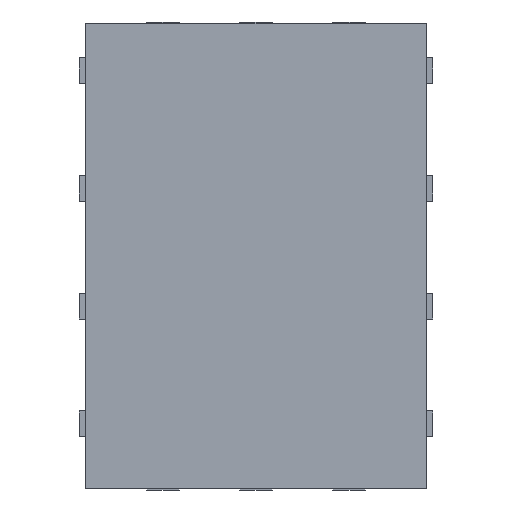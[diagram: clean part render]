
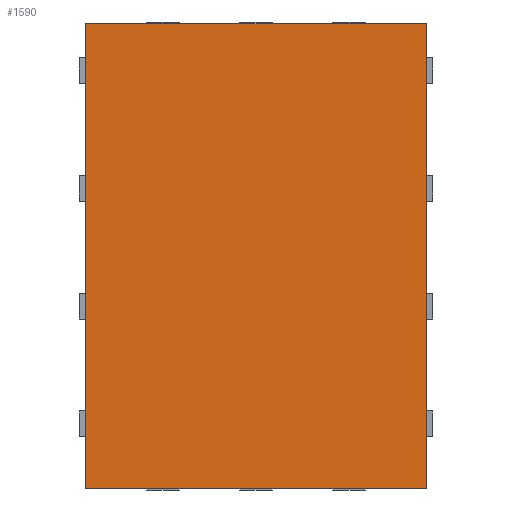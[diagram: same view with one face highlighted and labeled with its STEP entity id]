
A CAD part, front view. The second image highlights one B-rep face of the part: STEP entity #1590.
In plain terms, the highlighted planar face has unit normal (0, -1, 0).
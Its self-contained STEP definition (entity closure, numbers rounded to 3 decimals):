
#231 = CARTESIAN_POINT ( 'NONE',  ( -0.55, 0., -0.75 ) ) ;
#257 = VERTEX_POINT ( 'NONE', #3858 ) ;
#275 = CARTESIAN_POINT ( 'NONE',  ( 0., 0., 0. ) ) ;
#386 = VECTOR ( 'NONE', #4191, 1000. ) ;
#406 = CARTESIAN_POINT ( 'NONE',  ( 0.55, 0., 0.75 ) ) ;
#766 = EDGE_LOOP ( 'NONE', ( #2459, #1202, #1767, #4825 ) ) ;
#814 = CARTESIAN_POINT ( 'NONE',  ( -0.55, 0., 0.75 ) ) ;
#1011 = VECTOR ( 'NONE', #1022, 1000. ) ;
#1022 = DIRECTION ( 'NONE',  ( 0., 0., -1. ) ) ;
#1129 = VECTOR ( 'NONE', #4831, 1000. ) ;
#1154 = VECTOR ( 'NONE', #4343, 1000. ) ;
#1161 = EDGE_CURVE ( 'NONE', #2096, #2569, #3152, .T. ) ;
#1202 = ORIENTED_EDGE ( 'NONE', *, *, #3685, .F. ) ;
#1257 = CARTESIAN_POINT ( 'NONE',  ( -0.55, 0., -0.75 ) ) ;
#1456 = EDGE_CURVE ( 'NONE', #1832, #257, #3902, .T. ) ;
#1590 = ADVANCED_FACE ( 'NONE', ( #4827 ), #4480, .F. ) ;
#1767 = ORIENTED_EDGE ( 'NONE', *, *, #1456, .F. ) ;
#1832 = VERTEX_POINT ( 'NONE', #231 ) ;
#1940 = LINE ( 'NONE', #4489, #1129 ) ;
#2096 = VERTEX_POINT ( 'NONE', #406 ) ;
#2459 = ORIENTED_EDGE ( 'NONE', *, *, #1161, .F. ) ;
#2569 = VERTEX_POINT ( 'NONE', #3633 ) ;
#2913 = LINE ( 'NONE', #814, #386 ) ;
#3087 = DIRECTION ( 'NONE',  ( 0., 0., 1. ) ) ;
#3152 = LINE ( 'NONE', #4030, #1011 ) ;
#3633 = CARTESIAN_POINT ( 'NONE',  ( 0.55, 0., -0.75 ) ) ;
#3685 = EDGE_CURVE ( 'NONE', #257, #2096, #2913, .T. ) ;
#3858 = CARTESIAN_POINT ( 'NONE',  ( -0.55, 0., 0.75 ) ) ;
#3902 = LINE ( 'NONE', #1257, #1154 ) ;
#4030 = CARTESIAN_POINT ( 'NONE',  ( 0.55, 0., -0.75 ) ) ;
#4068 = AXIS2_PLACEMENT_3D ( 'NONE', #275, #4433, #3087 ) ;
#4191 = DIRECTION ( 'NONE',  ( 1., 0., 0. ) ) ;
#4343 = DIRECTION ( 'NONE',  ( 0., 0., 1. ) ) ;
#4417 = EDGE_CURVE ( 'NONE', #2569, #1832, #1940, .T. ) ;
#4433 = DIRECTION ( 'NONE',  ( 0., 1., 0. ) ) ;
#4480 = PLANE ( 'NONE',  #4068 ) ;
#4489 = CARTESIAN_POINT ( 'NONE',  ( -0.55, 0., -0.75 ) ) ;
#4825 = ORIENTED_EDGE ( 'NONE', *, *, #4417, .F. ) ;
#4827 = FACE_OUTER_BOUND ( 'NONE', #766, .T. ) ;
#4831 = DIRECTION ( 'NONE',  ( -1., 0., 0. ) ) ;
